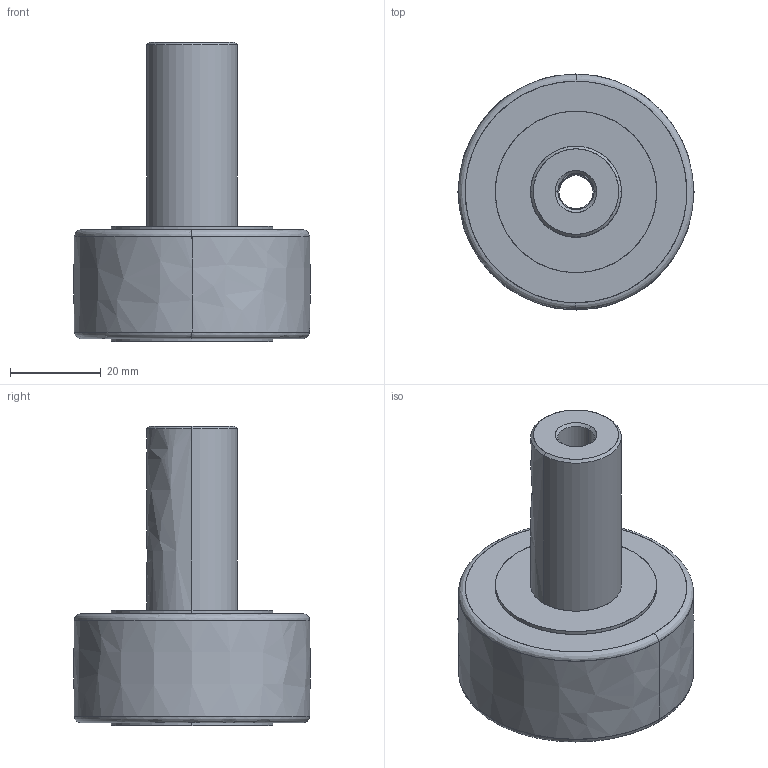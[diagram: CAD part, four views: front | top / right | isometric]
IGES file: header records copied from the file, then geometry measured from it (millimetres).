
Start section: SolidWorks IGES file using analytic representation for surfaces
Global section: file name: MCDEFAU0813354507055.igs; native system: SolidWorks 2017; preprocessor: SolidWorks 2017; author: partstream; date: 170813.035504; units: millimetre
Bounding box: 51.98 x 51.98 x 66 mm (x, y, z)
Surface area: 12152.3 mm2 (no closed solid volume)
Topology: 0 solids, 0 shells, 39 faces, 937 edges, 941 vertices
Faces by surface type: revolution 22, bspline 17
